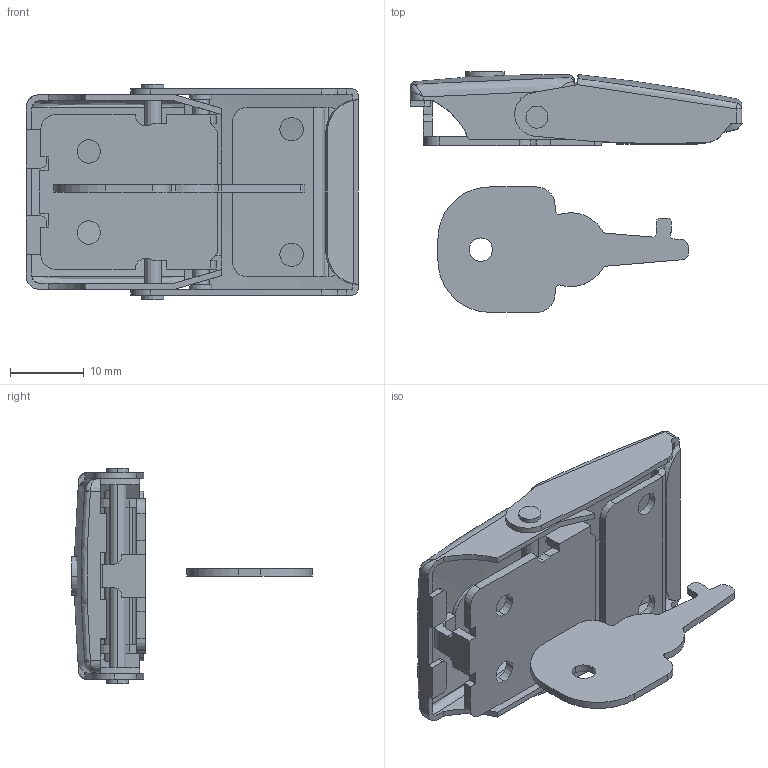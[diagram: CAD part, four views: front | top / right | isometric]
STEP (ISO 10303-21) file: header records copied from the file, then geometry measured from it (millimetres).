
FILE_DESCRIPTION(/* description */ (''),/* implementation_level */ '2;1');
FILE_NAME(/* name */ 'DK506',/* time_stamp */ '2024-10-21T16:34:35+08:00',/* author */ (''),/* organization */ (''),/* preprocessor_version */ 'ST-DEVELOPER v19.2',/* originating_system */ 'Rhino 8.5',/* authorisation */ '');
FILE_SCHEMA (('CONFIG_CONTROL_DESIGN'));
Length unit declared in the file: millimetre
Products named in the file (8): Document; C-1083�s�_�s�B
��J�p; C-1083�J�o�[; C-1083�o�[; C-1083�󂯋��; C-1083�[�^�[; C-1083�s�_�s�A
��J�p; C-1083�x�[�X_
Bounding box: 45 x 32.63 x 29.2 mm (x, y, z)
Volume: 3394.7 mm3; surface area: 8142.6 mm2
Topology: 8 solids, 8 shells, 269 faces, 727 edges, 477 vertices
Faces by surface type: plane 136, cylinder 106, bspline 27
Entity records: 10559 total; most frequent: CARTESIAN_POINT 3956, ORIENTED_EDGE 1444, DIRECTION 734, EDGE_CURVE 722, AXIS2_PLACEMENT_3D 488, VERTEX_POINT 473, B_SPLINE_CURVE_WITH_KNOTS 465, EDGE_LOOP 301
